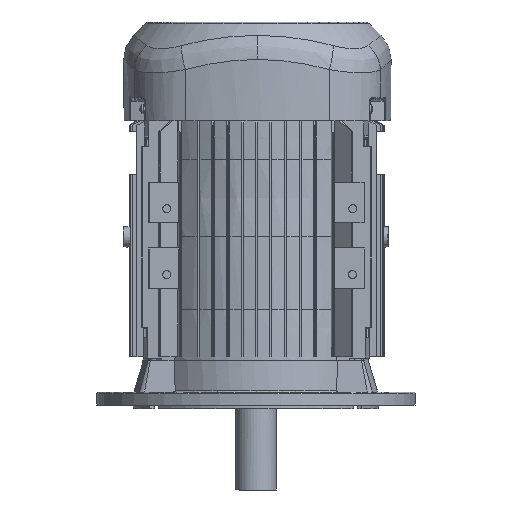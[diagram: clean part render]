
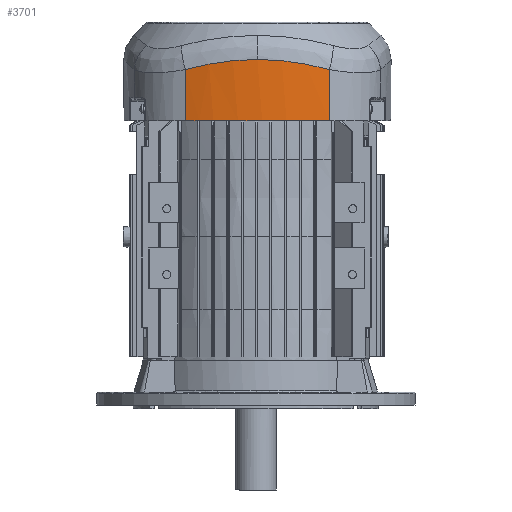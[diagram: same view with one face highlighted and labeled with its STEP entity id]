
A CAD part, front view. The second image highlights one B-rep face of the part: STEP entity #3701.
In plain terms, the highlighted cylindrical face has radius 236 mm (diameter 472 mm), a partial arc.
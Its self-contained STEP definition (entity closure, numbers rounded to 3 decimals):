
#2670=CYLINDRICAL_SURFACE('',#77316,236.);
#3701=ADVANCED_FACE('',(#10752),#2670,.T.);
#10752=FACE_OUTER_BOUND('',#14837,.T.);
#14837=EDGE_LOOP('',(#22488,#22489,#22490,#22491,#22492));
#22488=ORIENTED_EDGE('',*,*,#54533,.T.);
#22489=ORIENTED_EDGE('',*,*,#54534,.T.);
#22490=ORIENTED_EDGE('',*,*,#54535,.T.);
#22491=ORIENTED_EDGE('',*,*,#54531,.F.);
#22492=ORIENTED_EDGE('',*,*,#53162,.F.);
#44880=VERTEX_POINT('',#91336);
#44881=VERTEX_POINT('',#91343);
#45902=VERTEX_POINT('',#98521);
#45903=VERTEX_POINT('',#98533);
#45904=VERTEX_POINT('',#98548);
#53162=EDGE_CURVE('',#44880,#44881,#65497,.T.);
#54531=EDGE_CURVE('',#44881,#45902,#66866,.T.);
#54533=EDGE_CURVE('',#44880,#45903,#66868,.T.);
#54534=EDGE_CURVE('',#45903,#45904,#66869,.T.);
#54535=EDGE_CURVE('',#45904,#45902,#66870,.T.);
#65497=B_SPLINE_CURVE_WITH_KNOTS('',3,(#91337,#91338,#91339,#91340,#91341,
#91342),.UNSPECIFIED.,.F.,.F.,(4,2,4),(0.,0.5,1.),.UNSPECIFIED.);
#66866=B_SPLINE_CURVE_WITH_KNOTS('',3,(#98517,#98518,#98519,#98520),.UNSPECIFIED.,
 .F.,.F.,(4,4),(0.,1.),.UNSPECIFIED.);
#66868=B_SPLINE_CURVE_WITH_KNOTS('',3,(#98529,#98530,#98531,#98532),.UNSPECIFIED.,
 .F.,.F.,(4,4),(0.,1.),.UNSPECIFIED.);
#66869=B_SPLINE_CURVE_WITH_KNOTS('',3,(#98534,#98535,#98536,#98537,#98538,
#98539,#98540,#98541,#98542,#98543,#98544,#98545,#98546,#98547),.UNSPECIFIED.,
 .F.,.F.,(4,2,2,1,1,2,2,4),(0.,0.25,0.375,0.438,
0.469,0.484,0.5,1.),.UNSPECIFIED.);
#66870=B_SPLINE_CURVE_WITH_KNOTS('',3,(#98549,#98550,#98551,#98552,#98553,
#98554,#98555,#98556,#98557,#98558,#98559,#98560,#98561,#98562),.UNSPECIFIED.,
 .F.,.F.,(4,2,2,1,1,2,2,4),(0.,0.25,0.375,0.437,
0.469,0.484,0.5,1.),.UNSPECIFIED.);
#77316=AXIS2_PLACEMENT_3D('',#98563,#81558,#81559);
#81558=DIRECTION('',(0.,0.,1.));
#81559=DIRECTION('',(0.287,0.958,0.));
#91336=CARTESIAN_POINT('',(69.162,-116.057,347.5));
#91337=CARTESIAN_POINT('',(69.162,-116.057,347.5));
#91338=CARTESIAN_POINT('',(47.176,-122.648,347.5));
#91339=CARTESIAN_POINT('',(24.346,-125.996,347.5));
#91340=CARTESIAN_POINT('',(-21.557,-125.997,347.5));
#91341=CARTESIAN_POINT('',(-44.387,-122.648,347.5));
#91342=CARTESIAN_POINT('',(-66.374,-116.057,347.5));
#91343=CARTESIAN_POINT('',(-66.374,-116.057,347.5));
#98517=CARTESIAN_POINT('',(-66.374,-116.057,347.5));
#98518=CARTESIAN_POINT('',(-66.374,-116.057,363.559));
#98519=CARTESIAN_POINT('',(-66.374,-116.057,379.619));
#98520=CARTESIAN_POINT('',(-66.374,-116.057,395.678));
#98521=CARTESIAN_POINT('',(-66.374,-116.057,395.678));
#98529=CARTESIAN_POINT('',(69.162,-116.057,347.5));
#98530=CARTESIAN_POINT('',(69.162,-116.057,363.559));
#98531=CARTESIAN_POINT('',(69.162,-116.057,379.619));
#98532=CARTESIAN_POINT('',(69.162,-116.057,395.678));
#98533=CARTESIAN_POINT('',(69.162,-116.057,395.678));
#98534=CARTESIAN_POINT('',(69.162,-116.057,395.678));
#98535=CARTESIAN_POINT('',(63.518,-117.749,397.232));
#98536=CARTESIAN_POINT('',(57.922,-119.197,398.593));
#98537=CARTESIAN_POINT('',(49.632,-121.031,400.347));
#98538=CARTESIAN_POINT('',(46.887,-121.587,400.883));
#98539=CARTESIAN_POINT('',(42.798,-122.34,401.616));
#98540=CARTESIAN_POINT('',(40.761,-122.697,401.964));
#98541=CARTESIAN_POINT('',(38.398,-123.079,402.339));
#98542=CARTESIAN_POINT('',(37.388,-123.236,402.493));
#98543=CARTESIAN_POINT('',(36.716,-123.339,402.594));
#98544=CARTESIAN_POINT('',(36.408,-123.385,402.64));
#98545=CARTESIAN_POINT('',(24.404,-125.167,404.394));
#98546=CARTESIAN_POINT('',(12.81,-125.997,405.245));
#98547=CARTESIAN_POINT('',(1.394,-125.997,405.245));
#98548=CARTESIAN_POINT('',(1.394,-125.997,405.245));
#98549=CARTESIAN_POINT('',(1.394,-125.997,405.245));
#98550=CARTESIAN_POINT('',(-4.314,-125.997,405.245));
#98551=CARTESIAN_POINT('',(-10.066,-125.789,405.032));
#98552=CARTESIAN_POINT('',(-18.736,-125.154,404.394));
#98553=CARTESIAN_POINT('',(-21.634,-124.889,404.128));
#98554=CARTESIAN_POINT('',(-25.987,-124.407,403.65));
#98555=CARTESIAN_POINT('',(-28.166,-124.146,403.391));
#98556=CARTESIAN_POINT('',(-30.71,-123.805,403.053));
#98557=CARTESIAN_POINT('',(-31.801,-123.651,402.901));
#98558=CARTESIAN_POINT('',(-32.528,-123.546,402.798));
#98559=CARTESIAN_POINT('',(-32.92,-123.489,402.742));
#98560=CARTESIAN_POINT('',(-43.992,-121.845,401.123));
#98561=CARTESIAN_POINT('',(-55.084,-119.442,398.785));
#98562=CARTESIAN_POINT('',(-66.374,-116.057,395.678));
#98563=CARTESIAN_POINT('',(1.394,110.003,346.5));
